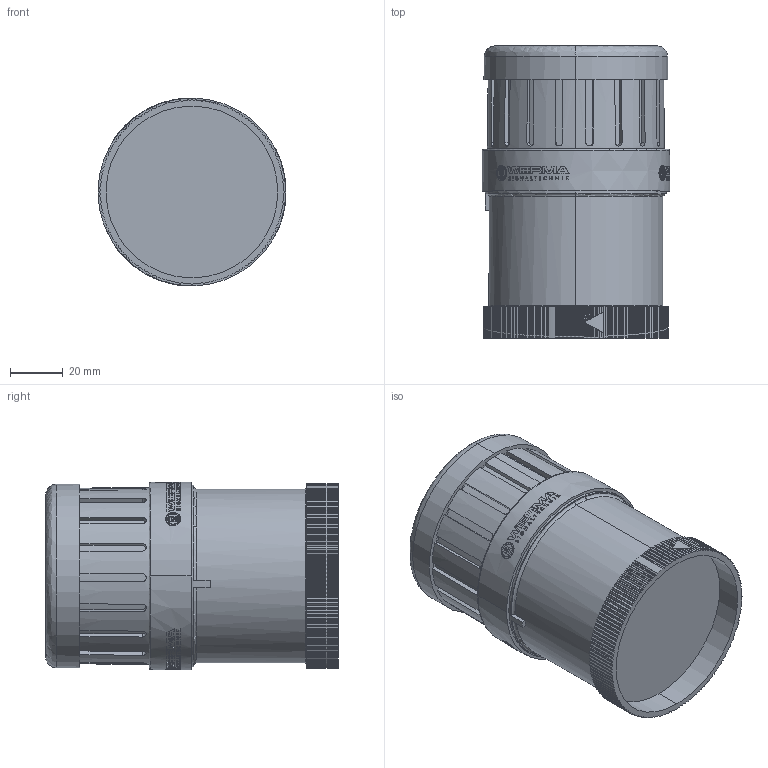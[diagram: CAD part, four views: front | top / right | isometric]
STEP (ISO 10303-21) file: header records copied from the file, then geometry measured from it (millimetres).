
FILE_DESCRIPTION (( 'STEP AP214' ), '1' );
FILE_NAME ('64581055.step', '2016-03-14T14:18:24', ( '' ), ( '' ), 'SwSTEP 2.0', 'SolidWorks 2015', '' );
FILE_SCHEMA (( 'AUTOMOTIVE_DESIGN' ));
Length unit declared in the file: inch
Products named in the file (1): 64581055
Bounding box: 71.56 x 111.3 x 71.51 mm (x, y, z)
Volume: 369358.1 mm3; surface area: 36770.9 mm2
Topology: 1 solids, 1 shells, 1771 faces, 4994 edges, 3325 vertices
Faces by surface type: plane 1067, cylinder 596, cone 99, torus 5, bspline 4
Entity records: 62202 total; most frequent: CARTESIAN_POINT 19568, ORIENTED_EDGE 9988, DIRECTION 7365, EDGE_CURVE 4994, VERTEX_POINT 3325, AXIS2_PLACEMENT_3D 2518, VECTOR 2329, LINE 2329
